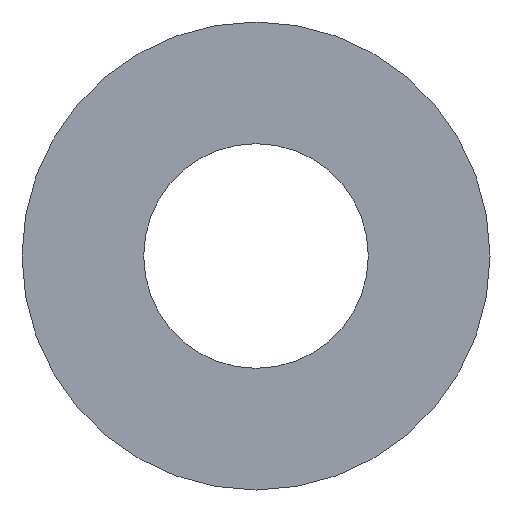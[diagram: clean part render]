
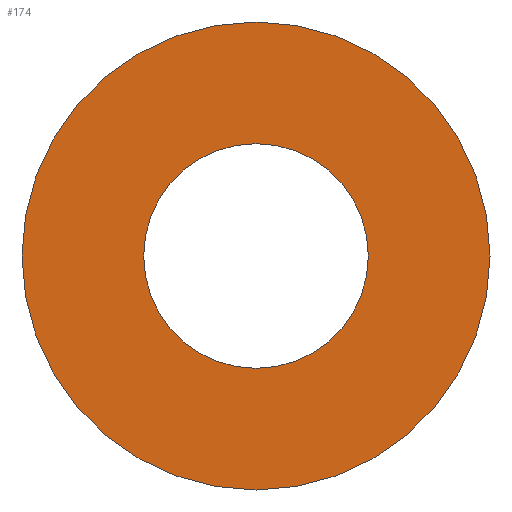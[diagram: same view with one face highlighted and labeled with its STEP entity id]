
A CAD part, front view. The second image highlights one B-rep face of the part: STEP entity #174.
In plain terms, the highlighted planar face has unit normal (0, -1, 0).
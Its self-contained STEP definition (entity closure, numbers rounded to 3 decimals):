
#48=CARTESIAN_POINT('',(0.,0.,0.));
#49=DIRECTION('',(0.,-1.,0.));
#50=DIRECTION('',(1.,0.,0.));
#51=AXIS2_PLACEMENT_3D('',#48,#49,#50);
#57=CARTESIAN_POINT('',(0.,0.,0.));
#58=DIRECTION('',(0.,-1.,0.));
#59=DIRECTION('',(-1.,0.,0.));
#60=AXIS2_PLACEMENT_3D('',#57,#58,#59);
#65=CARTESIAN_POINT('',(0.,0.,0.));
#66=DIRECTION('',(0.,1.,0.));
#67=DIRECTION('',(1.,0.,0.));
#68=AXIS2_PLACEMENT_3D('',#65,#66,#67);
#73=CARTESIAN_POINT('',(0.,0.,0.));
#74=DIRECTION('',(0.,1.,0.));
#75=DIRECTION('',(-1.,0.,0.));
#76=AXIS2_PLACEMENT_3D('',#73,#74,#75);
#141=CARTESIAN_POINT('',(1.2,0.,0.));
#142=CARTESIAN_POINT('',(-1.2,0.,0.));
#143=VERTEX_POINT('',#141);
#144=VERTEX_POINT('',#142);
#145=CARTESIAN_POINT('',(2.5,0.,0.));
#146=CARTESIAN_POINT('',(-2.5,0.,0.));
#147=VERTEX_POINT('',#145);
#148=VERTEX_POINT('',#146);
#157=CARTESIAN_POINT('',(0.,0.,0.));
#158=DIRECTION('',(0.,1.,0.));
#159=DIRECTION('',(1.,0.,0.));
#160=AXIS2_PLACEMENT_3D('',#157,#158,#159);
#161=PLANE('',#160);
#163=ORIENTED_EDGE('',*,*,#162,.T.);
#165=ORIENTED_EDGE('',*,*,#164,.T.);
#166=EDGE_LOOP('',(#163,#165));
#167=FACE_OUTER_BOUND('',#166,.F.);
#169=ORIENTED_EDGE('',*,*,#168,.T.);
#171=ORIENTED_EDGE('',*,*,#170,.T.);
#172=EDGE_LOOP('',(#169,#171));
#173=FACE_BOUND('',#172,.F.);
#174=ADVANCED_FACE('',(#167,#173),#161,.F.);
#52=CIRCLE('',#51,1.2);
#61=CIRCLE('',#60,1.2);
#69=CIRCLE('',#68,2.5);
#77=CIRCLE('',#76,2.5);
#162=EDGE_CURVE('',#147,#148,#69,.T.);
#164=EDGE_CURVE('',#148,#147,#77,.T.);
#168=EDGE_CURVE('',#143,#144,#52,.T.);
#170=EDGE_CURVE('',#144,#143,#61,.T.);
